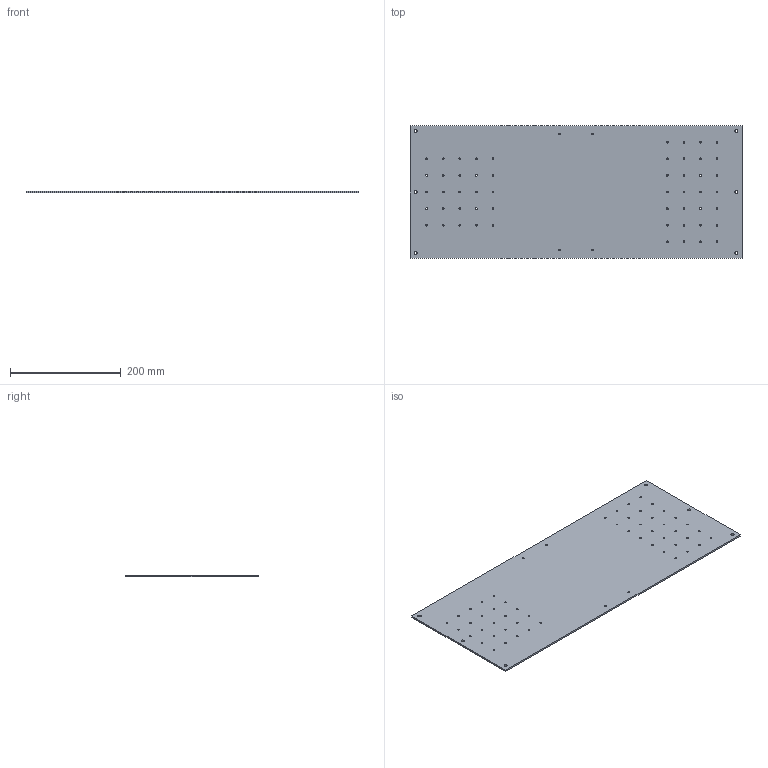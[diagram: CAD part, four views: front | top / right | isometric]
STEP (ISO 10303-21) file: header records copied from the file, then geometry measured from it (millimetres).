
FILE_DESCRIPTION(/* description */ (''),/* implementation_level */ '2;1');
FILE_NAME(/* name */ '240x600mm Plate v32.step',/* time_stamp */ '2021-02-02T13:37:09+01:00',/* author */ (''),/* organization */ (''),/* preprocessor_version */ 'ST-DEVELOPER v18.1',/* originating_system */ 'Autodesk Translation Framework v9.7.1.1290',/* authorisation */ '');
FILE_SCHEMA (('AUTOMOTIVE_DESIGN { 1 0 10303 214 3 1 1 }'));
Length unit declared in the file: millimetre
Products named in the file (1): 240x600mm Plate
Bounding box: 600 x 240 x 3 mm (x, y, z)
Volume: 430363.6 mm3; surface area: 293871.7 mm2
Topology: 1 solids, 1 shells, 69 faces, 201 edges, 134 vertices
Faces by surface type: cylinder 63, plane 6
Full cylindrical faces by diameter (mm): 3 x57, 5.5 x6
Entity records: 2646 total; most frequent: DIRECTION 467, CARTESIAN_POINT 405, ORIENTED_EDGE 402, EDGE_CURVE 201, AXIS2_PLACEMENT_3D 196, EDGE_LOOP 195, VERTEX_POINT 134, FACE_BOUND 126
